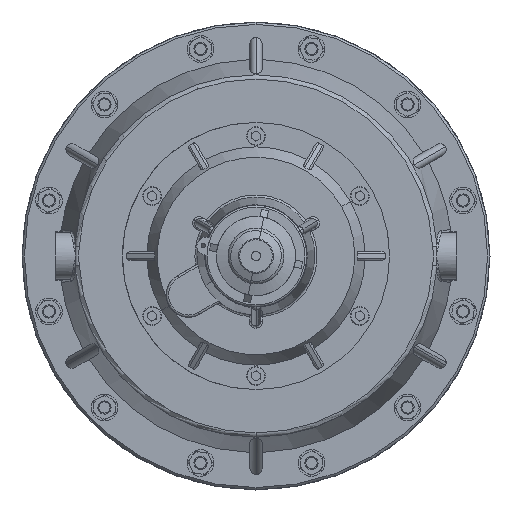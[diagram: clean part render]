
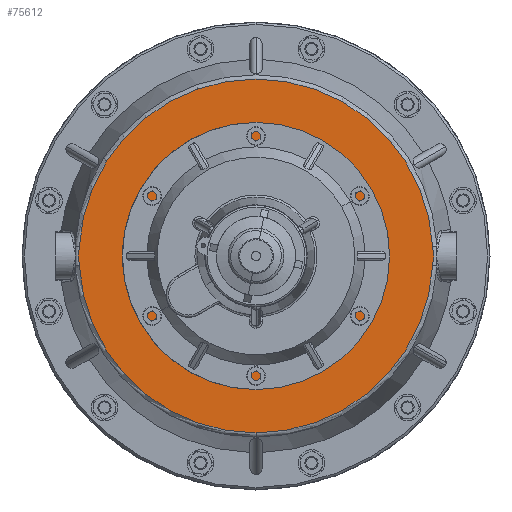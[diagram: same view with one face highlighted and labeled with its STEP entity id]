
A CAD part, front view. The second image highlights one B-rep face of the part: STEP entity #75612.
In plain terms, the highlighted planar face has unit normal (0, -1, 0).
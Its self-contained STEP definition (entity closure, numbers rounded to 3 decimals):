
#777 = AXIS2_PLACEMENT_3D ( 'NONE', #41466, #76439, #65033 ) ;
#1006 = AXIS2_PLACEMENT_3D ( 'NONE', #6052, #11519, #54003 ) ;
#1474 = CARTESIAN_POINT ( 'NONE',  ( 112.726, -98.748, 150.03 ) ) ;
#1676 = ORIENTED_EDGE ( 'NONE', *, *, #19941, .F. ) ;
#3290 = EDGE_CURVE ( 'NONE', #50185, #39085, #67588, .T. ) ;
#5462 = CIRCLE ( 'NONE', #1006, 45.75 ) ;
#5801 = CARTESIAN_POINT ( 'NONE',  ( -46.396, -98.748, 154.779 ) ) ;
#6052 = CARTESIAN_POINT ( 'NONE',  ( 33.25, -98.748, 152.954 ) ) ;
#6431 = ORIENTED_EDGE ( 'NONE', *, *, #62623, .T. ) ;
#6674 = CARTESIAN_POINT ( 'NONE',  ( 113.029, -98.748, 152.227 ) ) ;
#6909 = EDGE_CURVE ( 'NONE', #8646, #50185, #56506, .T. ) ;
#8646 = VERTEX_POINT ( 'NONE', #64772 ) ;
#9409 = DIRECTION ( 'NONE',  ( 0., 0., -1. ) ) ;
#11519 = DIRECTION ( 'NONE',  ( 0., -1., 0. ) ) ;
#12031 = CARTESIAN_POINT ( 'NONE',  ( -46.449, -98.748, 151.487 ) ) ;
#12627 = CARTESIAN_POINT ( 'NONE',  ( 112.725, -98.748, 155.881 ) ) ;
#13395 = CARTESIAN_POINT ( 'NONE',  ( 112.95, -98.748, 151.495 ) ) ;
#13789 = CARTESIAN_POINT ( 'NONE',  ( 33.25, -98.748, 152.954 ) ) ;
#14986 = DIRECTION ( 'NONE',  ( 0., 0., -1. ) ) ;
#17330 = CARTESIAN_POINT ( 'NONE',  ( 33.25, -98.748, 152.954 ) ) ;
#17722 = CARTESIAN_POINT ( 'NONE',  ( -46.529, -98.748, 153.681 ) ) ;
#17834 = DIRECTION ( 'NONE',  ( 0., 0., -1. ) ) ;
#19168 = EDGE_LOOP ( 'NONE', ( #34719, #6431, #23210, #63491, #63115 ) ) ;
#19233 = DIRECTION ( 'NONE',  ( 0., -1., 0. ) ) ;
#19277 = VERTEX_POINT ( 'NONE', #57773 ) ;
#19941 = EDGE_CURVE ( 'NONE', #19277, #38274, #5462, .T. ) ;
#20107 = EDGE_CURVE ( 'NONE', #38274, #19277, #47184, .T. ) ;
#20364 = CARTESIAN_POINT ( 'NONE',  ( -46.067, -98.748, 148.558 ) ) ;
#21950 = VERTEX_POINT ( 'NONE', #76772 ) ;
#23210 = ORIENTED_EDGE ( 'NONE', *, *, #51060, .T. ) ;
#23833 = CIRCLE ( 'NONE', #39466, 79.438 ) ;
#23963 = CARTESIAN_POINT ( 'NONE',  ( -46.552, -98.748, 153.315 ) ) ;
#24569 = CARTESIAN_POINT ( 'NONE',  ( 112.608, -98.748, 156.611 ) ) ;
#25344 = CARTESIAN_POINT ( 'NONE',  ( 112.949, -98.748, 154.42 ) ) ;
#27962 = CARTESIAN_POINT ( 'NONE',  ( -46.067, -98.748, 157.35 ) ) ;
#29294 = DIRECTION ( 'NONE',  ( 0., -1., 0. ) ) ;
#29688 = CARTESIAN_POINT ( 'NONE',  ( -46.528, -98.748, 152.218 ) ) ;
#30579 = AXIS2_PLACEMENT_3D ( 'NONE', #17330, #29294, #17834 ) ;
#31056 = CARTESIAN_POINT ( 'NONE',  ( 112.608, -98.748, 149.299 ) ) ;
#32654 = CARTESIAN_POINT ( 'NONE',  ( 33.25, -98.748, 152.954 ) ) ;
#33112 = CARTESIAN_POINT ( 'NONE',  ( 112.567, -98.748, 157.35 ) ) ;
#33764 = FACE_BOUND ( 'NONE', #71277, .T. ) ;
#34719 = ORIENTED_EDGE ( 'NONE', *, *, #3290, .T. ) ;
#35159 = CARTESIAN_POINT ( 'NONE',  ( -46.067, -98.748, 148.558 ) ) ;
#38274 = VERTEX_POINT ( 'NONE', #48281 ) ;
#38647 = DIRECTION ( 'NONE',  ( 0., -1., 0. ) ) ;
#39085 = VERTEX_POINT ( 'NONE', #27962 ) ;
#39466 = AXIS2_PLACEMENT_3D ( 'NONE', #32654, #38647, #14986 ) ;
#41466 = CARTESIAN_POINT ( 'NONE',  ( 33.25, -98.748, 152.954 ) ) ;
#41898 = ORIENTED_EDGE ( 'NONE', *, *, #20107, .F. ) ;
#41955 = PLANE ( 'NONE',  #777 ) ;
#42997 = CARTESIAN_POINT ( 'NONE',  ( 112.896, -98.748, 151.129 ) ) ;
#43245 = CARTESIAN_POINT ( 'NONE',  ( 112.567, -98.748, 148.558 ) ) ;
#43993 = CIRCLE ( 'NONE', #73870, 79.438 ) ;
#44916 = DIRECTION ( 'NONE',  ( 0., -1., 0. ) ) ;
#46205 = AXIS2_PLACEMENT_3D ( 'NONE', #13789, #19233, #72700 ) ;
#47034 = CARTESIAN_POINT ( 'NONE',  ( -46.108, -98.748, 156.609 ) ) ;
#47184 = CIRCLE ( 'NONE', #46205, 45.75 ) ;
#48132 = CARTESIAN_POINT ( 'NONE',  ( 113.052, -98.748, 153.324 ) ) ;
#48281 = CARTESIAN_POINT ( 'NONE',  ( 33.25, -98.748, 107.204 ) ) ;
#49149 = CARTESIAN_POINT ( 'NONE',  ( 113.028, -98.748, 153.69 ) ) ;
#50185 = VERTEX_POINT ( 'NONE', #33112 ) ;
#51060 = EDGE_CURVE ( 'NONE', #75946, #21950, #43993, .T. ) ;
#53270 = CARTESIAN_POINT ( 'NONE',  ( -46.067, -98.748, 157.35 ) ) ;
#53519 = CARTESIAN_POINT ( 'NONE',  ( -46.226, -98.748, 155.877 ) ) ;
#54003 = DIRECTION ( 'NONE',  ( 0., 0., -1. ) ) ;
#56506 = B_SPLINE_CURVE_WITH_KNOTS ( 'NONE', 3,
 ( #43245, #31056, #1474, #42997, #13395, #6674, #60853, #48132, #49149, #25344, #66824, #12627, #24569, #66054 ),
 .UNSPECIFIED., .F., .F.,
 ( 4, 2, 2, 2, 2, 2, 4 ),
 ( 0., 0.002, 0.003, 0.004, 0.006, 0.007, 0.009 ),
 .UNSPECIFIED. ) ;
#57773 = CARTESIAN_POINT ( 'NONE',  ( 33.25, -98.748, 198.704 ) ) ;
#59254 = CARTESIAN_POINT ( 'NONE',  ( -46.552, -98.748, 152.584 ) ) ;
#60853 = CARTESIAN_POINT ( 'NONE',  ( 113.052, -98.748, 152.593 ) ) ;
#62623 = EDGE_CURVE ( 'NONE', #39085, #75946, #72100, .T. ) ;
#63115 = ORIENTED_EDGE ( 'NONE', *, *, #6909, .T. ) ;
#63329 = CARTESIAN_POINT ( 'NONE',  ( 33.25, -98.748, 152.954 ) ) ;
#63491 = ORIENTED_EDGE ( 'NONE', *, *, #71682, .T. ) ;
#64707 = CARTESIAN_POINT ( 'NONE',  ( -46.45, -98.748, 154.413 ) ) ;
#64772 = CARTESIAN_POINT ( 'NONE',  ( 112.567, -98.748, 148.558 ) ) ;
#65033 = DIRECTION ( 'NONE',  ( 0., 0., -1. ) ) ;
#65467 = CARTESIAN_POINT ( 'NONE',  ( -46.225, -98.748, 150.027 ) ) ;
#66054 = CARTESIAN_POINT ( 'NONE',  ( 112.567, -98.748, 157.35 ) ) ;
#66185 = FACE_OUTER_BOUND ( 'NONE', #19168, .T. ) ;
#66824 = CARTESIAN_POINT ( 'NONE',  ( 112.895, -98.748, 154.786 ) ) ;
#67588 = CIRCLE ( 'NONE', #30579, 79.438 ) ;
#70397 = CARTESIAN_POINT ( 'NONE',  ( -46.395, -98.748, 151.122 ) ) ;
#71277 = EDGE_LOOP ( 'NONE', ( #1676, #41898 ) ) ;
#71423 = CARTESIAN_POINT ( 'NONE',  ( -46.108, -98.748, 149.297 ) ) ;
#71682 = EDGE_CURVE ( 'NONE', #21950, #8646, #23833, .T. ) ;
#72100 = B_SPLINE_CURVE_WITH_KNOTS ( 'NONE', 3,
 ( #53270, #47034, #53519, #5801, #64707, #17722, #23963, #59254, #29688, #12031, #70397, #65467, #71423, #35159 ),
 .UNSPECIFIED., .F., .F.,
 ( 4, 2, 2, 2, 2, 2, 4 ),
 ( 0., 0.002, 0.003, 0.004, 0.006, 0.007, 0.009 ),
 .UNSPECIFIED. ) ;
#72700 = DIRECTION ( 'NONE',  ( 0., 0., -1. ) ) ;
#73870 = AXIS2_PLACEMENT_3D ( 'NONE', #63329, #44916, #9409 ) ;
#75612 = ADVANCED_FACE ( 'NONE', ( #66185, #33764 ), #41955, .T. ) ;
#75946 = VERTEX_POINT ( 'NONE', #20364 ) ;
#76439 = DIRECTION ( 'NONE',  ( 0., -1., 0. ) ) ;
#76772 = CARTESIAN_POINT ( 'NONE',  ( 33.25, -98.748, 73.515 ) ) ;
